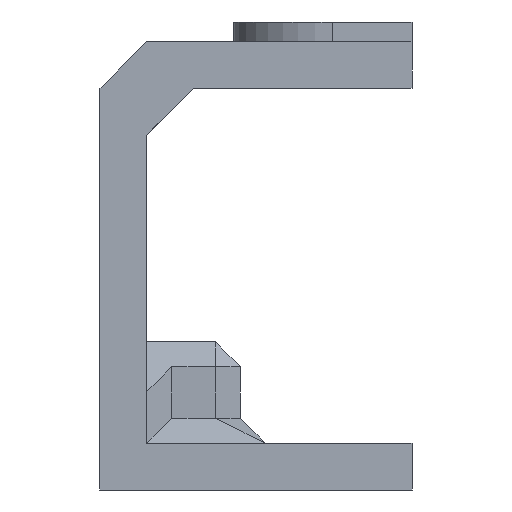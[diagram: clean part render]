
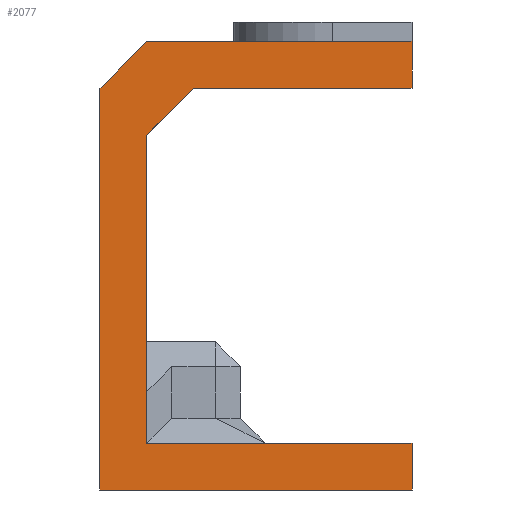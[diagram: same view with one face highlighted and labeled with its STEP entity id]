
A CAD part, left-side view. The second image highlights one B-rep face of the part: STEP entity #2077.
In plain terms, the highlighted planar face has unit normal (-1, 0, 0).
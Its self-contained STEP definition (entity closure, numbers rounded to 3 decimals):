
#223=FACE_OUTER_BOUND('',#349,.T.);
#349=EDGE_LOOP('',(#1816,#1817,#1818,#1819,#1820,#1821,#1822,#1823,#1824,
#1825));
#437=LINE('',#3021,#663);
#451=LINE('',#3067,#677);
#463=LINE('',#3122,#689);
#476=LINE('',#3163,#702);
#479=LINE('',#3171,#705);
#554=LINE('',#3374,#780);
#559=LINE('',#3386,#785);
#567=LINE('',#3404,#793);
#568=LINE('',#3405,#794);
#569=LINE('',#3406,#795);
#663=VECTOR('',#2415,10.);
#677=VECTOR('',#2451,10.);
#689=VECTOR('',#2507,10.);
#702=VECTOR('',#2542,10.);
#705=VECTOR('',#2547,10.);
#780=VECTOR('',#2756,10.);
#785=VECTOR('',#2765,10.);
#793=VECTOR('',#2791,10.);
#794=VECTOR('',#2792,10.);
#795=VECTOR('',#2793,10.);
#875=VERTEX_POINT('',#3018);
#876=VERTEX_POINT('',#3020);
#897=VERTEX_POINT('',#3065);
#917=VERTEX_POINT('',#3119);
#918=VERTEX_POINT('',#3121);
#935=VERTEX_POINT('',#3161);
#938=VERTEX_POINT('',#3168);
#939=VERTEX_POINT('',#3170);
#1005=VERTEX_POINT('',#3384);
#1006=VERTEX_POINT('',#3403);
#1097=EDGE_CURVE('',#875,#876,#437,.T.);
#1121=EDGE_CURVE('',#897,#875,#451,.T.);
#1147=EDGE_CURVE('',#917,#918,#463,.T.);
#1169=EDGE_CURVE('',#935,#897,#476,.T.);
#1172=EDGE_CURVE('',#938,#939,#479,.T.);
#1274=EDGE_CURVE('',#918,#938,#554,.T.);
#1280=EDGE_CURVE('',#1005,#917,#559,.T.);
#1288=EDGE_CURVE('',#1006,#935,#567,.T.);
#1289=EDGE_CURVE('',#939,#1006,#568,.T.);
#1290=EDGE_CURVE('',#876,#1005,#569,.T.);
#1816=ORIENTED_EDGE('',*,*,#1097,.F.);
#1817=ORIENTED_EDGE('',*,*,#1121,.F.);
#1818=ORIENTED_EDGE('',*,*,#1169,.F.);
#1819=ORIENTED_EDGE('',*,*,#1288,.F.);
#1820=ORIENTED_EDGE('',*,*,#1289,.F.);
#1821=ORIENTED_EDGE('',*,*,#1172,.F.);
#1822=ORIENTED_EDGE('',*,*,#1274,.F.);
#1823=ORIENTED_EDGE('',*,*,#1147,.F.);
#1824=ORIENTED_EDGE('',*,*,#1280,.F.);
#1825=ORIENTED_EDGE('',*,*,#1290,.F.);
#1979=PLANE('',#2262);
#2077=ADVANCED_FACE('',(#223),#1979,.F.);
#2262=AXIS2_PLACEMENT_3D('',#3402,#2789,#2790);
#2415=DIRECTION('',(0.,-1.,0.));
#2451=DIRECTION('',(0.,0.,-1.));
#2507=DIRECTION('',(0.,0.,1.));
#2542=DIRECTION('',(0.,0.707,-0.707));
#2547=DIRECTION('',(0.,-1.,0.));
#2756=DIRECTION('',(0.,-0.707,0.707));
#2765=DIRECTION('',(0.,1.,0.));
#2789=DIRECTION('center_axis',(1.,0.,0.));
#2790=DIRECTION('ref_axis',(0.,0.,-1.));
#2791=DIRECTION('',(0.,1.,0.));
#2792=DIRECTION('',(0.,0.,-1.));
#2793=DIRECTION('',(0.,0.,-1.));
#3018=CARTESIAN_POINT('',(2.54,21.59,-32.703));
#3020=CARTESIAN_POINT('',(2.54,0.,-32.703));
#3021=CARTESIAN_POINT('',(2.54,17.145,-32.703));
#3065=CARTESIAN_POINT('',(2.54,21.59,-7.62));
#3067=CARTESIAN_POINT('',(2.54,21.59,-11.268));
#3119=CARTESIAN_POINT('',(2.54,25.4,-36.513));
#3121=CARTESIAN_POINT('',(2.54,25.4,-3.81));
#3122=CARTESIAN_POINT('',(2.54,25.4,-28.089));
#3161=CARTESIAN_POINT('',(2.54,17.78,-3.81));
#3163=CARTESIAN_POINT('',(2.54,21.192,-7.222));
#3168=CARTESIAN_POINT('',(2.54,21.59,0.));
#3170=CARTESIAN_POINT('',(2.54,0.,0.));
#3171=CARTESIAN_POINT('',(2.54,19.05,0.));
#3374=CARTESIAN_POINT('',(2.54,25.002,-3.412));
#3384=CARTESIAN_POINT('',(2.54,0.,-36.513));
#3386=CARTESIAN_POINT('',(2.54,6.35,-36.513));
#3402=CARTESIAN_POINT('Origin',(2.54,12.7,-18.726));
#3403=CARTESIAN_POINT('',(2.54,0.,-3.81));
#3404=CARTESIAN_POINT('',(2.54,6.35,-3.81));
#3405=CARTESIAN_POINT('',(2.54,0.,-9.363));
#3406=CARTESIAN_POINT('',(2.54,0.,-25.714));
